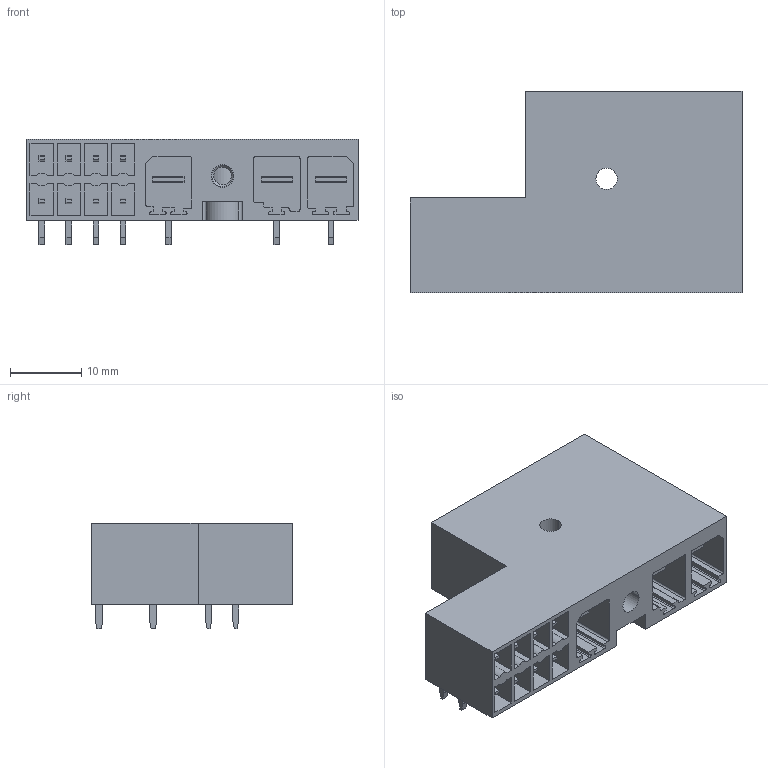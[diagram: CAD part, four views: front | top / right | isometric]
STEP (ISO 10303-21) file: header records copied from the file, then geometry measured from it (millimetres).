
FILE_DESCRIPTION(('CATIA V5 STEP Exchange'),'2;1');
FILE_NAME ('D1449436_0_1156220000_1156220000.stp','2018-11-27T10:09:27+00:00',('none'),('Weidmueller'),'CATIA Version 5-6 Release 2014','CATIA V5 STEP AP203','none');
FILE_SCHEMA(('CONFIG_CONTROL_DESIGN'));
Length unit declared in the file: millimetre
Products named in the file (1): 1156220000
Bounding box: 46.69 x 28.3 x 14.9 mm (x, y, z)
Volume: 8685 mm3; surface area: 8823.1 mm2
Topology: 13 solids, 13 shells, 471 faces, 1298 edges, 861 vertices
Faces by surface type: plane 416, cylinder 53, cone 2
Entity records: 12276 total; most frequent: ORIENTED_EDGE 2596, CARTESIAN_POINT 2063, DIRECTION 1505, EDGE_CURVE 1153, VECTOR 1057, LINE 1057, VERTEX_POINT 733, EDGE_LOOP 513
